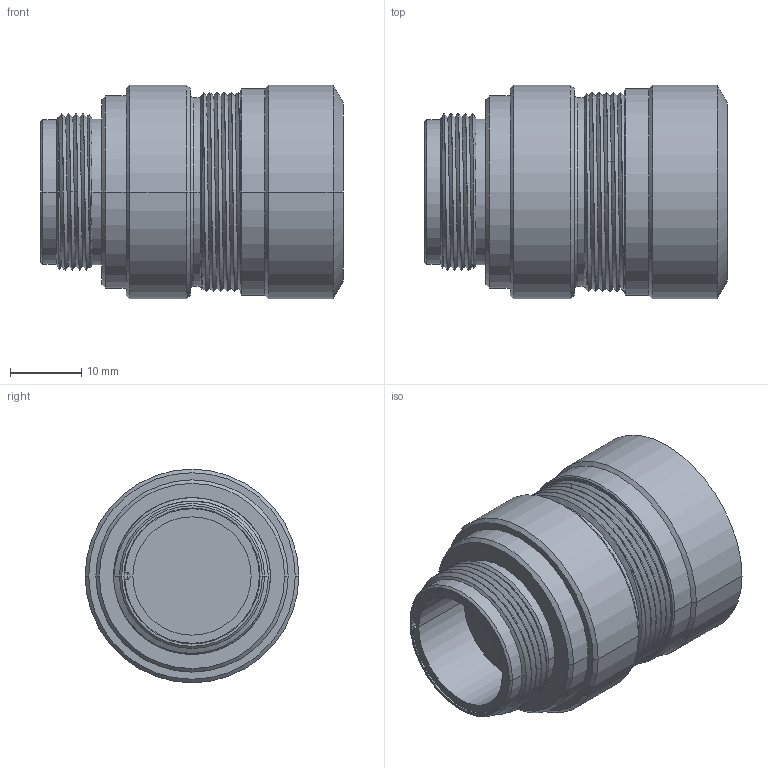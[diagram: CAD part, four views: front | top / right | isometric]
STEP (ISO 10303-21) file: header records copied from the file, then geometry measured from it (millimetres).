
FILE_DESCRIPTION((''),'2;1');
FILE_NAME('13303PEM_SW0001','2023-01-27T14:03:18',('paultorloting'),('NET AG system integration'),'CREO PARAMETRIC BY PTC INC, 2021404','CREO PARAMETRIC BY PTC INC, 2021404','');
FILE_SCHEMA(('AUTOMOTIVE_DESIGN { 1 0 10303 214 1 1 1 1 }'));
Length unit declared in the file: millimetre
Products named in the file (1): 13303PEM_SW0001
Bounding box: 42.5 x 30 x 30 mm (x, y, z)
Volume: 22955.7 mm3; surface area: 7118.6 mm2
Topology: 1 solids, 1 shells, 98 faces, 234 edges, 145 vertices
Faces by surface type: cylinder 42, cone 24, plane 19, bspline 10, torus 3
Entity records: 6689 total; most frequent: CARTESIAN_POINT 3957, ORIENTED_EDGE 468, DIRECTION 444, EDGE_CURVE 234, AXIS2_PLACEMENT_3D 175, VERTEX_POINT 145, EDGE_LOOP 107, FACE_OUTER_BOUND 98
